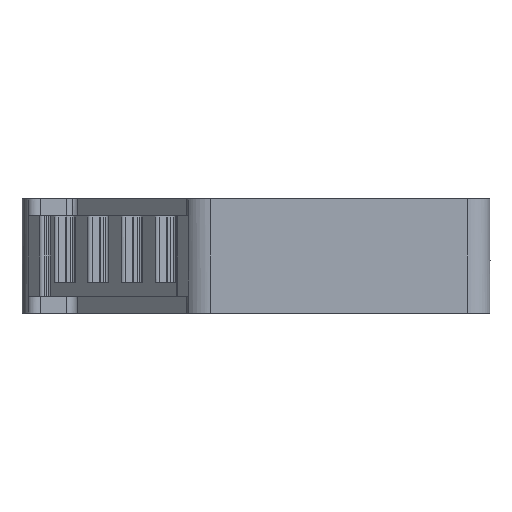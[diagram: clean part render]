
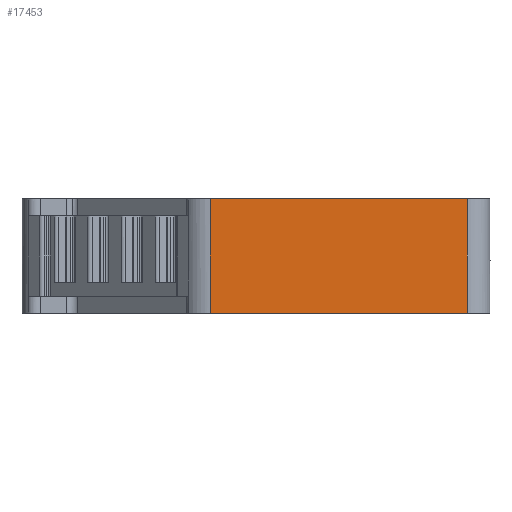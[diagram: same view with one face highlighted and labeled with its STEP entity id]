
A CAD part, left-side view. The second image highlights one B-rep face of the part: STEP entity #17453.
In plain terms, the highlighted planar face has unit normal (-1, 0, 0).
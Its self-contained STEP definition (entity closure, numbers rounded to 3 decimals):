
#59 = CARTESIAN_POINT ( 'NONE',  ( -281.541, -26.933, -9.735 ) ) ;
#70 = LINE ( 'NONE', #59, #16493 ) ;
#97 = DIRECTION ( 'NONE',  ( 0., 0., -1. ) ) ;
#163 = LINE ( 'NONE', #191, #16538 ) ;
#178 = DIRECTION ( 'NONE',  ( 0., -1., 0. ) ) ;
#191 = CARTESIAN_POINT ( 'NONE',  ( -281.541, -57.02, 1.002 ) ) ;
#1121 = VERTEX_POINT ( 'NONE', #4670 ) ;
#1162 = VERTEX_POINT ( 'NONE', #4657 ) ;
#4657 = CARTESIAN_POINT ( 'NONE',  ( -281.541, -10.06, 8.498 ) ) ;
#4670 = CARTESIAN_POINT ( 'NONE',  ( -281.541, -10.06, 1.002 ) ) ;
#6473 = EDGE_CURVE ( 'NONE', #1162, #1121, #14047, .T. ) ;
#7003 = EDGE_CURVE ( 'NONE', #1162, #22055, #16328, .T. ) ;
#7024 = EDGE_CURVE ( 'NONE', #22055, #22038, #70, .T. ) ;
#7048 = EDGE_CURVE ( 'NONE', #1121, #22038, #163, .T. ) ;
#7966 = CARTESIAN_POINT ( 'NONE',  ( -281.541, -26.933, 8.498 ) ) ;
#8014 = CARTESIAN_POINT ( 'NONE',  ( -281.541, -26.933, 1.002 ) ) ;
#10206 = FACE_OUTER_BOUND ( 'NONE', #20567, .T. ) ;
#10267 = DIRECTION ( 'NONE',  ( -1., 0., 0. ) ) ;
#10301 = PLANE ( 'NONE',  #15943 ) ;
#10303 = CARTESIAN_POINT ( 'NONE',  ( -281.541, -62.312, -35.848 ) ) ;
#10308 = DIRECTION ( 'NONE',  ( 0., 0., 1. ) ) ;
#13685 = DIRECTION ( 'NONE',  ( 0., -1., 0. ) ) ;
#14025 = CARTESIAN_POINT ( 'NONE',  ( -281.541, -10.06, -35.848 ) ) ;
#14036 = DIRECTION ( 'NONE',  ( 0., 0., -1. ) ) ;
#14047 = LINE ( 'NONE', #14025, #24399 ) ;
#15943 = AXIS2_PLACEMENT_3D ( 'NONE', #10303, #10267, #10308 ) ;
#16328 = LINE ( 'NONE', #17443, #16476 ) ;
#16476 = VECTOR ( 'NONE', #13685, 1000. ) ;
#16493 = VECTOR ( 'NONE', #97, 1000. ) ;
#16538 = VECTOR ( 'NONE', #178, 1000. ) ;
#17443 = CARTESIAN_POINT ( 'NONE',  ( -281.541, -57.02, 8.498 ) ) ;
#17453 = ADVANCED_FACE ( 'NONE', ( #10206 ), #10301, .T. ) ;
#20567 = EDGE_LOOP ( 'NONE', ( #24534, #24535, #25105, #25106 ) ) ;
#22038 = VERTEX_POINT ( 'NONE', #8014 ) ;
#22055 = VERTEX_POINT ( 'NONE', #7966 ) ;
#24399 = VECTOR ( 'NONE', #14036, 1000. ) ;
#24534 = ORIENTED_EDGE ( 'NONE', *, *, #6473, .T. ) ;
#24535 = ORIENTED_EDGE ( 'NONE', *, *, #7048, .T. ) ;
#25105 = ORIENTED_EDGE ( 'NONE', *, *, #7024, .F. ) ;
#25106 = ORIENTED_EDGE ( 'NONE', *, *, #7003, .F. ) ;
